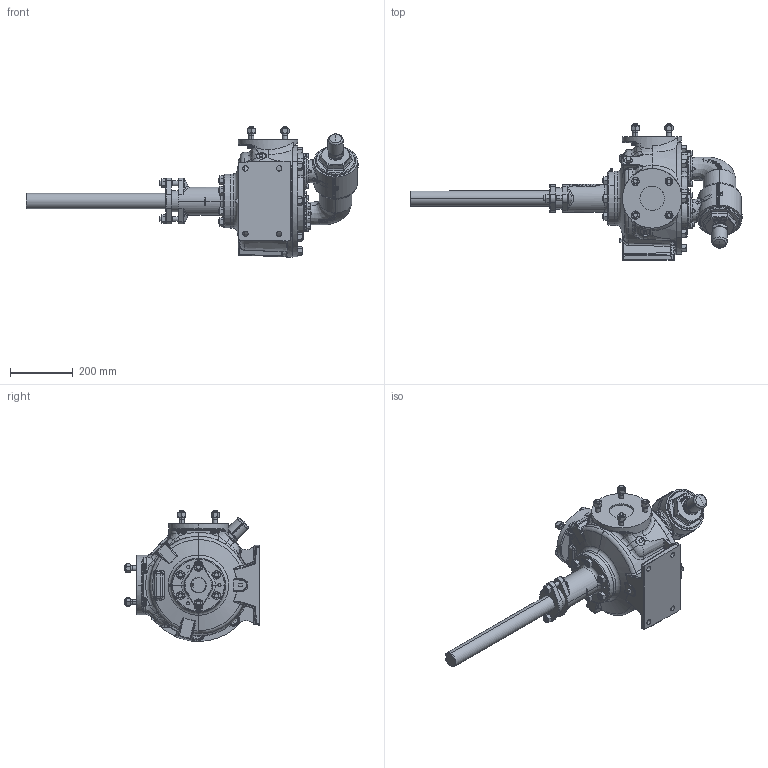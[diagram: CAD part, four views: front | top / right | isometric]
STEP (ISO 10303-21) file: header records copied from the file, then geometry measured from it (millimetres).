
FILE_DESCRIPTION (( 'STEP AP214' ), '1' );
FILE_NAME ('Q32E.STEP', '2018-02-27T13:50:53', ( '' ), ( '' ), 'SwSTEP 2.0', 'SolidWorks 2017', '' );
FILE_SCHEMA (( 'AUTOMOTIVE_DESIGN' ));
Length unit declared in the file: inch
Products named in the file (2): Q32E
Bounding box: 1062.21 x 435.1 x 418.03 mm (x, y, z)
Volume: 27538188.6 mm3; surface area: 919054.9 mm2
Topology: 1 solids, 9 shells, 2734 faces, 6720 edges, 4117 vertices
Faces by surface type: plane 869, bspline 712, cone 587, cylinder 397, torus 100, sphere 69
Entity records: 173957 total; most frequent: CARTESIAN_POINT 102877, ORIENTED_EDGE 13262, DIRECTION 9424, EDGE_CURVE 6631, VERTEX_POINT 4108, AXIS2_PLACEMENT_3D 3839, EDGE_LOOP 2941, B_SPLINE_CURVE_WITH_KNOTS 2746
